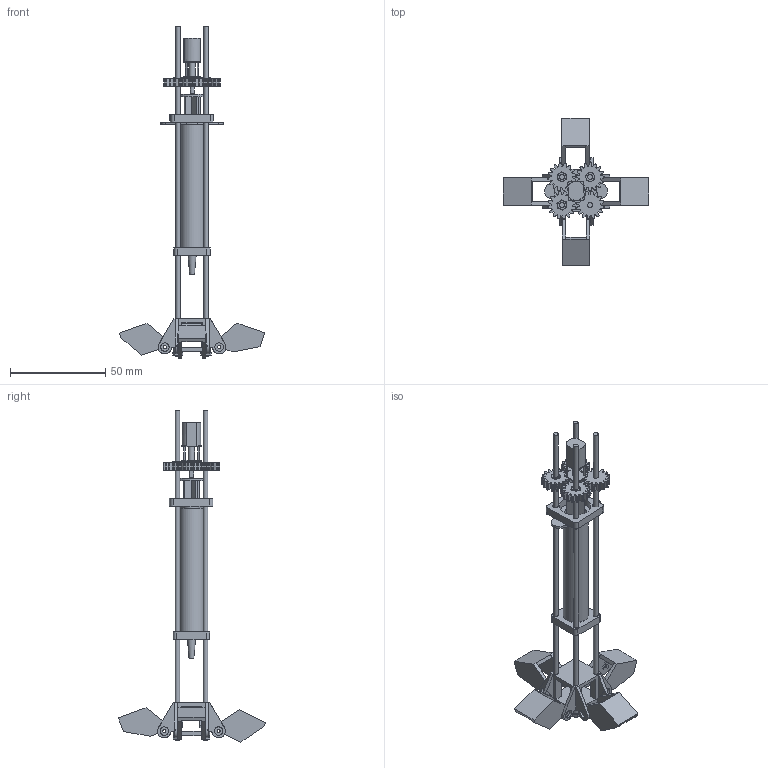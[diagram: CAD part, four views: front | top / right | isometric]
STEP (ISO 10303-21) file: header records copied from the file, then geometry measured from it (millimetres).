
FILE_DESCRIPTION(('FreeCAD Model'),'2;1');
FILE_NAME('Open CASCADE Shape Model','2025-04-17T15:46:39',('FreeCAD'),( 'FreeCAD'),'Open CASCADE STEP processor 7.6','FreeCAD','Unknown');
FILE_SCHEMA(('AUTOMOTIVE_DESIGN { 1 0 10303 214 1 1 1 1 }'));
Length unit declared in the file: millimetre
Products named in the file (1): Open CASCADE STEP translator 7.6 1
Bounding box: 76.51 x 77.39 x 174.53 mm (x, y, z)
Volume: 22459.3 mm3; surface area: 32842.7 mm2
Topology: 28 solids, 29 shells, 985 faces, 2622 edges, 1706 vertices
Faces by surface type: bspline 985
Entity records: 29956 total; most frequent: CARTESIAN_POINT 15411, ORIENTED_EDGE 5244, EDGE_CURVE 2622, VERTEX_POINT 1706, B_SPLINE_CURVE_WITH_KNOTS 1364, FACE_BOUND 1100, EDGE_LOOP 1100, ADVANCED_FACE 985
